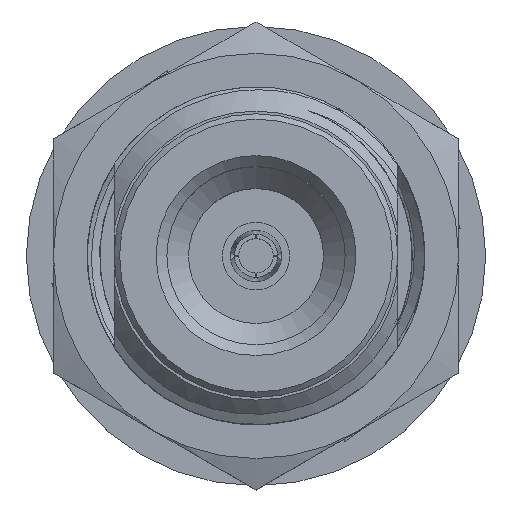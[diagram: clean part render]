
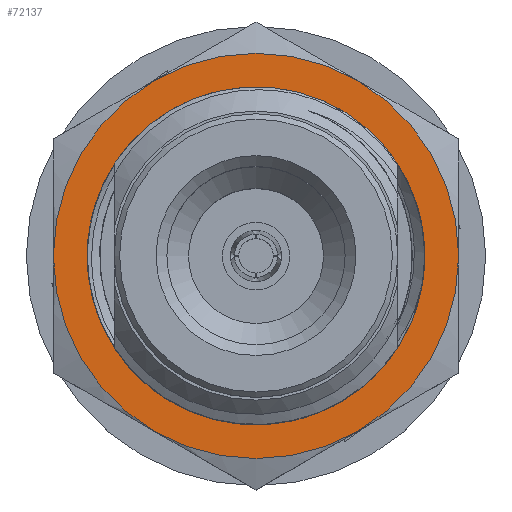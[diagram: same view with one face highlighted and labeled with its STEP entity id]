
A CAD part, top view. The second image highlights one B-rep face of the part: STEP entity #72137.
In plain terms, the highlighted planar face has unit normal (0, 0, 1).
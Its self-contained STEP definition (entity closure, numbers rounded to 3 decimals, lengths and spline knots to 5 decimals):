
#565 = EDGE_CURVE ( 'NONE', #16317, #77973, #64445, .T. ) ;
#2096 = EDGE_CURVE ( 'NONE', #57374, #22042, #65747, .T. ) ;
#2500 = EDGE_CURVE ( 'NONE', #39611, #57374, #77619, .T. ) ;
#3942 = DIRECTION ( 'NONE',  ( 0., 0., 1. ) ) ;
#4507 = CARTESIAN_POINT ( 'NONE',  ( -0.1875, -0.32476, -0.39 ) ) ;
#4692 = CARTESIAN_POINT ( 'NONE',  ( 0., 0., -0.39 ) ) ;
#4919 = DIRECTION ( 'NONE',  ( 0.866, -0.5, 0. ) ) ;
#6199 = CIRCLE ( 'NONE', #40579, 0.375 ) ;
#6900 = DIRECTION ( 'NONE',  ( 0.866, -0.5, 0. ) ) ;
#7204 = EDGE_CURVE ( 'NONE', #22042, #9022, #24813, .T. ) ;
#9022 = VERTEX_POINT ( 'NONE', #31984 ) ;
#9433 = VERTEX_POINT ( 'NONE', #13322 ) ;
#10405 = EDGE_LOOP ( 'NONE', ( #79409, #47135, #50992, #51810, #75240, #64038 ) ) ;
#12026 = EDGE_CURVE ( 'NONE', #9433, #39611, #15772, .T. ) ;
#12857 = DIRECTION ( 'NONE',  ( 0., 0., 1. ) ) ;
#12905 = AXIS2_PLACEMENT_3D ( 'NONE', #75316, #12857, #31057 ) ;
#13112 = DIRECTION ( 'NONE',  ( 0., 0., 1. ) ) ;
#13113 = AXIS2_PLACEMENT_3D ( 'NONE', #69432, #43405, #50802 ) ;
#13322 = CARTESIAN_POINT ( 'NONE',  ( -0.1875, 0.32476, -0.39 ) ) ;
#14171 = DIRECTION ( 'NONE',  ( 0.866, -0.5, 0. ) ) ;
#14688 = CARTESIAN_POINT ( 'NONE',  ( 0.30456, -0.07001, -0.39 ) ) ;
#14993 = CARTESIAN_POINT ( 'NONE',  ( 0., 0., -0.39 ) ) ;
#15626 = CARTESIAN_POINT ( 'NONE',  ( 0.1875, 0.32476, -0.39 ) ) ;
#15772 = CIRCLE ( 'NONE', #13113, 0.375 ) ;
#16317 = VERTEX_POINT ( 'NONE', #20296 ) ;
#16767 = CARTESIAN_POINT ( 'NONE',  ( 0., 0., -0.39 ) ) ;
#18170 = DIRECTION ( 'NONE',  ( 0., 0., 1. ) ) ;
#20296 = CARTESIAN_POINT ( 'NONE',  ( 0.16585, -0.26486, -0.39 ) ) ;
#22042 = VERTEX_POINT ( 'NONE', #32771 ) ;
#24620 = ORIENTED_EDGE ( 'NONE', *, *, #47086, .F. ) ;
#24813 = CIRCLE ( 'NONE', #67095, 0.375 ) ;
#24952 = FACE_OUTER_BOUND ( 'NONE', #10405, .T. ) ;
#25175 = DIRECTION ( 'NONE',  ( 0.866, -0.5, 0. ) ) ;
#28944 = CARTESIAN_POINT ( 'NONE',  ( 0., 0., -0.39 ) ) ;
#31057 = DIRECTION ( 'NONE',  ( 0.866, -0.5, 0. ) ) ;
#31984 = CARTESIAN_POINT ( 'NONE',  ( 0.375, 0., -0.39 ) ) ;
#32771 = CARTESIAN_POINT ( 'NONE',  ( 0.1875, -0.32476, -0.39 ) ) ;
#33606 = AXIS2_PLACEMENT_3D ( 'NONE', #56498, #13112, #6900 ) ;
#35363 = DIRECTION ( 'NONE',  ( 0.866, -0.5, 0. ) ) ;
#39611 = VERTEX_POINT ( 'NONE', #48293 ) ;
#40579 = AXIS2_PLACEMENT_3D ( 'NONE', #51422, #44831, #63035 ) ;
#42346 = DIRECTION ( 'NONE',  ( 1., 0., 0. ) ) ;
#43405 = DIRECTION ( 'NONE',  ( 0., 0., 1. ) ) ;
#44128 = EDGE_CURVE ( 'NONE', #60705, #9433, #6199, .T. ) ;
#44572 = CIRCLE ( 'NONE', #81559, 0.3125 ) ;
#44831 = DIRECTION ( 'NONE',  ( 0., 0., 1. ) ) ;
#46829 = DIRECTION ( 'NONE',  ( 0., 0., 1. ) ) ;
#46839 = AXIS2_PLACEMENT_3D ( 'NONE', #4692, #56339, #42346 ) ;
#47086 = EDGE_CURVE ( 'NONE', #77973, #16317, #44572, .T. ) ;
#47135 = ORIENTED_EDGE ( 'NONE', *, *, #73178, .T. ) ;
#48293 = CARTESIAN_POINT ( 'NONE',  ( -0.375, 0., -0.39 ) ) ;
#49177 = DIRECTION ( 'NONE',  ( 0., 0., 1. ) ) ;
#50802 = DIRECTION ( 'NONE',  ( 0.866, -0.5, 0. ) ) ;
#50992 = ORIENTED_EDGE ( 'NONE', *, *, #44128, .T. ) ;
#51422 = CARTESIAN_POINT ( 'NONE',  ( 0., 0., -0.39 ) ) ;
#51810 = ORIENTED_EDGE ( 'NONE', *, *, #12026, .T. ) ;
#55524 = FACE_BOUND ( 'NONE', #56424, .T. ) ;
#56339 = DIRECTION ( 'NONE',  ( 0., 0., 1. ) ) ;
#56424 = EDGE_LOOP ( 'NONE', ( #24620, #68773 ) ) ;
#56498 = CARTESIAN_POINT ( 'NONE',  ( 0., 0., -0.39 ) ) ;
#57374 = VERTEX_POINT ( 'NONE', #4507 ) ;
#59112 = AXIS2_PLACEMENT_3D ( 'NONE', #28944, #49177, #4919 ) ;
#60705 = VERTEX_POINT ( 'NONE', #15626 ) ;
#63035 = DIRECTION ( 'NONE',  ( 0.866, -0.5, 0. ) ) ;
#64038 = ORIENTED_EDGE ( 'NONE', *, *, #2096, .T. ) ;
#64445 = CIRCLE ( 'NONE', #12905, 0.3125 ) ;
#65747 = CIRCLE ( 'NONE', #59112, 0.375 ) ;
#67095 = AXIS2_PLACEMENT_3D ( 'NONE', #16767, #3942, #35363 ) ;
#68773 = ORIENTED_EDGE ( 'NONE', *, *, #565, .F. ) ;
#69268 = CIRCLE ( 'NONE', #33606, 0.375 ) ;
#69432 = CARTESIAN_POINT ( 'NONE',  ( 0., 0., -0.39 ) ) ;
#72137 = ADVANCED_FACE ( 'NONE', ( #55524, #24952 ), #81636, .T. ) ;
#73178 = EDGE_CURVE ( 'NONE', #9022, #60705, #69268, .T. ) ;
#75240 = ORIENTED_EDGE ( 'NONE', *, *, #2500, .T. ) ;
#75316 = CARTESIAN_POINT ( 'NONE',  ( 0., 0., -0.39 ) ) ;
#75647 = CARTESIAN_POINT ( 'NONE',  ( 0., 0., -0.39 ) ) ;
#77619 = CIRCLE ( 'NONE', #81582, 0.375 ) ;
#77973 = VERTEX_POINT ( 'NONE', #14688 ) ;
#79409 = ORIENTED_EDGE ( 'NONE', *, *, #7204, .T. ) ;
#81559 = AXIS2_PLACEMENT_3D ( 'NONE', #14993, #46829, #14171 ) ;
#81582 = AXIS2_PLACEMENT_3D ( 'NONE', #75647, #18170, #25175 ) ;
#81636 = PLANE ( 'NONE',  #46839 ) ;
